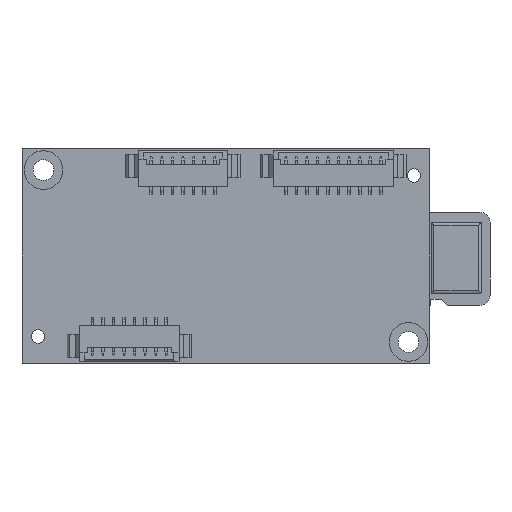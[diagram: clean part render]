
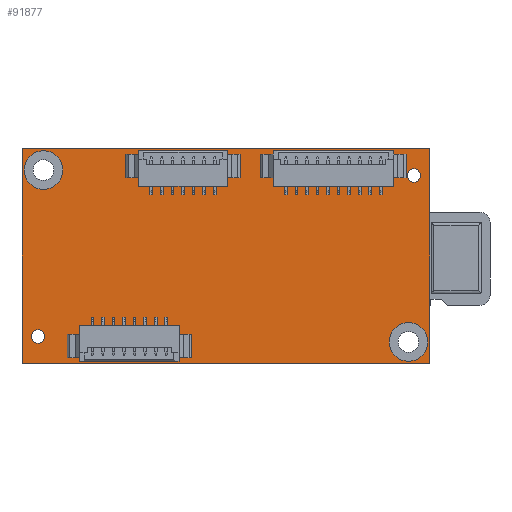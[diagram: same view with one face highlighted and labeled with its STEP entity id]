
A CAD part, front view. The second image highlights one B-rep face of the part: STEP entity #91877.
In plain terms, the highlighted planar face has unit normal (0, -1, 0).
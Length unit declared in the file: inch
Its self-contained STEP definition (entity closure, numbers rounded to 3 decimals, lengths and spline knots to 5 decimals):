
#912 = EDGE_LOOP ( 'NONE', ( #66006, #66007, #66008, #66009 ) ) ;
#917 = EDGE_LOOP ( 'NONE', ( #66000, #66001 ) ) ;
#920 = EDGE_LOOP ( 'NONE', ( #66002, #66003 ) ) ;
#927 = EDGE_LOOP ( 'NONE', ( #65998, #65999 ) ) ;
#19731 = EDGE_CURVE ( 'NONE', #144849, #144865, #145821, .T. ) ;
#19736 = EDGE_CURVE ( 'NONE', #144879, #144883, #145825, .T. ) ;
#19766 = EDGE_CURVE ( 'NONE', #144957, #144960, #145867, .T. ) ;
#19790 = EDGE_CURVE ( 'NONE', #145007, #145013, #145908, .T. ) ;
#19810 = EDGE_CURVE ( 'NONE', #144865, #144849, #145944, .T. ) ;
#19813 = EDGE_CURVE ( 'NONE', #144883, #144879, #145948, .T. ) ;
#19816 = EDGE_CURVE ( 'NONE', #144960, #144957, #145950, .T. ) ;
#19818 = EDGE_CURVE ( 'NONE', #145013, #145007, #145952, .T. ) ;
#19819 = EDGE_CURVE ( 'NONE', #145017, #144874, #145955, .T. ) ;
#19821 = EDGE_CURVE ( 'NONE', #145020, #145017, #145931, .T. ) ;
#19823 = EDGE_CURVE ( 'NONE', #145037, #145020, #145958, .T. ) ;
#19825 = EDGE_CURVE ( 'NONE', #144874, #145037, #145964, .T. ) ;
#33588 = AXIS2_PLACEMENT_3D ( 'NONE', #136888, #136892, #136895 ) ;
#33590 = AXIS2_PLACEMENT_3D ( 'NONE', #136925, #136928, #136931 ) ;
#33597 = AXIS2_PLACEMENT_3D ( 'NONE', #137076, #137078, #137082 ) ;
#33603 = AXIS2_PLACEMENT_3D ( 'NONE', #137206, #137208, #137212 ) ;
#33608 = AXIS2_PLACEMENT_3D ( 'NONE', #137280, #137281, #137283 ) ;
#33609 = AXIS2_PLACEMENT_3D ( 'NONE', #137286, #137288, #137290 ) ;
#33610 = AXIS2_PLACEMENT_3D ( 'NONE', #137294, #137296, #137298 ) ;
#33611 = AXIS2_PLACEMENT_3D ( 'NONE', #137303, #137304, #137305 ) ;
#65998 = ORIENTED_EDGE ( 'NONE', *, *, #19731, .F. ) ;
#65999 = ORIENTED_EDGE ( 'NONE', *, *, #19810, .F. ) ;
#66000 = ORIENTED_EDGE ( 'NONE', *, *, #19736, .F. ) ;
#66001 = ORIENTED_EDGE ( 'NONE', *, *, #19813, .F. ) ;
#66002 = ORIENTED_EDGE ( 'NONE', *, *, #19816, .F. ) ;
#66003 = ORIENTED_EDGE ( 'NONE', *, *, #19766, .F. ) ;
#66004 = ORIENTED_EDGE ( 'NONE', *, *, #19818, .F. ) ;
#66005 = ORIENTED_EDGE ( 'NONE', *, *, #19790, .F. ) ;
#66006 = ORIENTED_EDGE ( 'NONE', *, *, #19819, .F. ) ;
#66007 = ORIENTED_EDGE ( 'NONE', *, *, #19821, .F. ) ;
#66008 = ORIENTED_EDGE ( 'NONE', *, *, #19823, .F. ) ;
#66009 = ORIENTED_EDGE ( 'NONE', *, *, #19825, .F. ) ;
#74369 = CARTESIAN_POINT ( 'NONE',  ( 1.825, 0., -0.09375 ) ) ;
#74386 = CARTESIAN_POINT ( 'NONE',  ( 0.075, 0., -0.84375 ) ) ;
#74389 = CARTESIAN_POINT ( 'NONE',  ( 1.825, 0., -0.15625 ) ) ;
#74394 = CARTESIAN_POINT ( 'NONE',  ( 0., 0., 0. ) ) ;
#74399 = CARTESIAN_POINT ( 'NONE',  ( 0.075, 0., -0.90625 ) ) ;
#74432 = CARTESIAN_POINT ( 'NONE',  ( 0.1, 0., -0.19 ) ) ;
#74443 = CARTESIAN_POINT ( 'NONE',  ( 0.1, 0., -0.01 ) ) ;
#74464 = CARTESIAN_POINT ( 'NONE',  ( 1.8, 0., -0.81 ) ) ;
#74469 = CARTESIAN_POINT ( 'NONE',  ( 0., 0., -1. ) ) ;
#74471 = CARTESIAN_POINT ( 'NONE',  ( 1.8, 0., -0.99 ) ) ;
#74479 = CARTESIAN_POINT ( 'NONE',  ( 1.9, 0., -1. ) ) ;
#74487 = CARTESIAN_POINT ( 'NONE',  ( 1.9, 0., 0. ) ) ;
#80254 = AXIS2_PLACEMENT_3D ( 'NONE', #128122, #128112, #128126 ) ;
#80359 = EDGE_LOOP ( 'NONE', ( #66004, #66005 ) ) ;
#83163 = FACE_BOUND ( 'NONE', #927, .T. ) ;
#83165 = FACE_BOUND ( 'NONE', #920, .T. ) ;
#83167 = FACE_OUTER_BOUND ( 'NONE', #912, .T. ) ;
#83172 = FACE_BOUND ( 'NONE', #80359, .T. ) ;
#83177 = FACE_BOUND ( 'NONE', #917, .T. ) ;
#91877 = ADVANCED_FACE ( 'NONE', ( #83163, #83177, #83165, #83172, #83167 ), #128120, .T. ) ;
#128112 = DIRECTION ( 'NONE',  ( 0., -1., 0. ) ) ;
#128120 = PLANE ( 'NONE',  #80254 ) ;
#128122 = CARTESIAN_POINT ( 'NONE',  ( 0., 0., 0. ) ) ;
#128126 = DIRECTION ( 'NONE',  ( 0., 0., -1. ) ) ;
#136888 = CARTESIAN_POINT ( 'NONE',  ( 1.825, 0., -0.125 ) ) ;
#136892 = DIRECTION ( 'NONE',  ( 0., -1., 0. ) ) ;
#136895 = DIRECTION ( 'NONE',  ( 0., 0., -1. ) ) ;
#136925 = CARTESIAN_POINT ( 'NONE',  ( 0.075, 0., -0.875 ) ) ;
#136928 = DIRECTION ( 'NONE',  ( 0., -1., 0. ) ) ;
#136931 = DIRECTION ( 'NONE',  ( 0., 0., -1. ) ) ;
#137076 = CARTESIAN_POINT ( 'NONE',  ( 0.1, 0., -0.1 ) ) ;
#137078 = DIRECTION ( 'NONE',  ( 0., -1., 0. ) ) ;
#137082 = DIRECTION ( 'NONE',  ( 0., 0., -1. ) ) ;
#137206 = CARTESIAN_POINT ( 'NONE',  ( 1.8, 0., -0.9 ) ) ;
#137208 = DIRECTION ( 'NONE',  ( 0., -1., 0. ) ) ;
#137212 = DIRECTION ( 'NONE',  ( 0., 0., -1. ) ) ;
#137280 = CARTESIAN_POINT ( 'NONE',  ( 1.825, 0., -0.125 ) ) ;
#137281 = DIRECTION ( 'NONE',  ( 0., -1., 0. ) ) ;
#137283 = DIRECTION ( 'NONE',  ( 0., 0., -1. ) ) ;
#137286 = CARTESIAN_POINT ( 'NONE',  ( 0.075, 0., -0.875 ) ) ;
#137288 = DIRECTION ( 'NONE',  ( 0., -1., 0. ) ) ;
#137290 = DIRECTION ( 'NONE',  ( 0., 0., -1. ) ) ;
#137291 = CARTESIAN_POINT ( 'NONE',  ( 0., 0., 0. ) ) ;
#137292 = DIRECTION ( 'NONE',  ( 0., 0., 1. ) ) ;
#137294 = CARTESIAN_POINT ( 'NONE',  ( 0.1, 0., -0.1 ) ) ;
#137296 = DIRECTION ( 'NONE',  ( 0., -1., 0. ) ) ;
#137298 = DIRECTION ( 'NONE',  ( 0., 0., -1. ) ) ;
#137299 = CARTESIAN_POINT ( 'NONE',  ( 1.9, 0., 0. ) ) ;
#137301 = CARTESIAN_POINT ( 'NONE',  ( 0., 0., -1. ) ) ;
#137303 = CARTESIAN_POINT ( 'NONE',  ( 1.8, 0., -0.9 ) ) ;
#137304 = DIRECTION ( 'NONE',  ( 0., -1., 0. ) ) ;
#137305 = DIRECTION ( 'NONE',  ( 0., 0., -1. ) ) ;
#137307 = CARTESIAN_POINT ( 'NONE',  ( 0., 0., 0. ) ) ;
#137309 = DIRECTION ( 'NONE',  ( -1., 0., 0. ) ) ;
#137313 = DIRECTION ( 'NONE',  ( 0., 0., -1. ) ) ;
#137315 = DIRECTION ( 'NONE',  ( 1., 0., 0. ) ) ;
#144849 = VERTEX_POINT ( 'NONE', #74369 ) ;
#144865 = VERTEX_POINT ( 'NONE', #74389 ) ;
#144874 = VERTEX_POINT ( 'NONE', #74394 ) ;
#144879 = VERTEX_POINT ( 'NONE', #74386 ) ;
#144883 = VERTEX_POINT ( 'NONE', #74399 ) ;
#144957 = VERTEX_POINT ( 'NONE', #74432 ) ;
#144960 = VERTEX_POINT ( 'NONE', #74443 ) ;
#145007 = VERTEX_POINT ( 'NONE', #74471 ) ;
#145013 = VERTEX_POINT ( 'NONE', #74464 ) ;
#145017 = VERTEX_POINT ( 'NONE', #74469 ) ;
#145020 = VERTEX_POINT ( 'NONE', #74479 ) ;
#145037 = VERTEX_POINT ( 'NONE', #74487 ) ;
#145821 = CIRCLE ( 'NONE', #33588, 0.03125 ) ;
#145825 = CIRCLE ( 'NONE', #33590, 0.03125 ) ;
#145867 = CIRCLE ( 'NONE', #33597, 0.09 ) ;
#145908 = CIRCLE ( 'NONE', #33603, 0.09 ) ;
#145931 = LINE ( 'NONE', #137301, #145967 ) ;
#145944 = CIRCLE ( 'NONE', #33608, 0.03125 ) ;
#145948 = CIRCLE ( 'NONE', #33609, 0.03125 ) ;
#145950 = CIRCLE ( 'NONE', #33610, 0.09 ) ;
#145952 = CIRCLE ( 'NONE', #33611, 0.09 ) ;
#145955 = LINE ( 'NONE', #137291, #145961 ) ;
#145958 = LINE ( 'NONE', #137299, #145971 ) ;
#145961 = VECTOR ( 'NONE', #137292, 39.37008 ) ;
#145964 = LINE ( 'NONE', #137307, #145975 ) ;
#145967 = VECTOR ( 'NONE', #137309, 39.37008 ) ;
#145971 = VECTOR ( 'NONE', #137313, 39.37008 ) ;
#145975 = VECTOR ( 'NONE', #137315, 39.37008 ) ;
